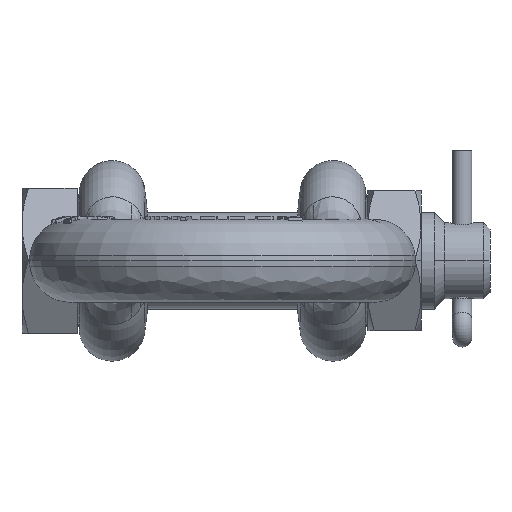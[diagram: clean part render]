
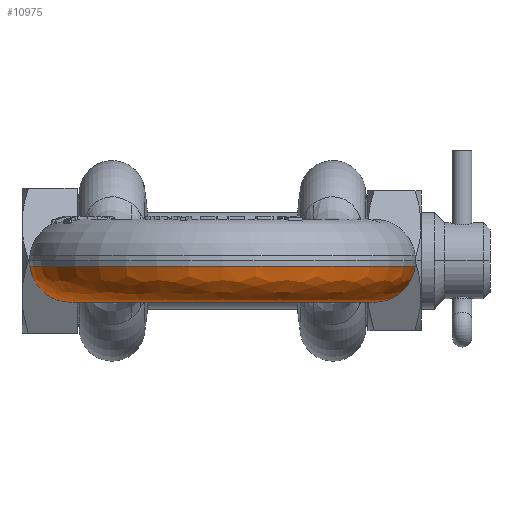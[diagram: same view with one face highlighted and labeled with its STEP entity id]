
A CAD part, front view. The second image highlights one B-rep face of the part: STEP entity #10975.
In plain terms, the highlighted face is a revolution surface.
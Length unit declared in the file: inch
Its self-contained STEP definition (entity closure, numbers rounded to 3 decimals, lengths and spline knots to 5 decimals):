
#3106=CARTESIAN_POINT('',(0.,-2.31,-0.37488));
#3107=DIRECTION('',(0.,0.,-1.));
#3108=DIRECTION('',(1.,0.,0.));
#3109=AXIS2_PLACEMENT_3D('',#3106,#3107,#3108);
#3115=CARTESIAN_POINT('',(1.375,-2.31,
-0.37486));
#3116=CARTESIAN_POINT('',(1.40079,-2.31,
-0.37486));
#3117=CARTESIAN_POINT('',(1.45275,-2.31,
-0.3696));
#3118=CARTESIAN_POINT('',(1.52727,-2.31,
-0.34535));
#3119=CARTESIAN_POINT('',(1.59465,-2.31,
-0.30627));
#3120=CARTESIAN_POINT('',(1.6524,-2.31,
-0.25479));
#3121=CARTESIAN_POINT('',(1.69793,-2.31,-0.19259));
#3122=CARTESIAN_POINT('',(1.72963,-2.31,-0.12285));
#3123=CARTESIAN_POINT('',(1.74101,-2.31,-0.07322));
#3124=CARTESIAN_POINT('',(1.74405,-2.31,-0.0485));
#3130=CARTESIAN_POINT('',(-1.375,-2.31,
-0.37486));
#3131=CARTESIAN_POINT('',(-1.40079,-2.31,
-0.37486));
#3132=CARTESIAN_POINT('',(-1.45275,-2.31,
-0.3696));
#3133=CARTESIAN_POINT('',(-1.52727,-2.31,
-0.34535));
#3134=CARTESIAN_POINT('',(-1.59465,-2.31,
-0.30627));
#3135=CARTESIAN_POINT('',(-1.6524,-2.31,
-0.25479));
#3136=CARTESIAN_POINT('',(-1.69793,-2.31,-0.19259));
#3137=CARTESIAN_POINT('',(-1.72963,-2.31,-0.12285));
#3138=CARTESIAN_POINT('',(-1.74101,-2.31,-0.07322));
#3139=CARTESIAN_POINT('',(-1.74405,-2.31,-0.0485));
#3179=CARTESIAN_POINT('',(0.,-2.31,-0.0485));
#3180=DIRECTION('',(0.,0.,-1.));
#3181=DIRECTION('',(1.,0.,0.));
#3182=AXIS2_PLACEMENT_3D('',#3179,#3180,#3181);
#6376=CARTESIAN_POINT('',(1.74405,-2.31,-0.0485));
#6378=VERTEX_POINT('',#6376);
#6382=CARTESIAN_POINT('',(-1.74405,-2.31,-0.0485));
#6384=VERTEX_POINT('',#6382);
#6411=CARTESIAN_POINT('',(1.375,-2.31,
-0.37486));
#6413=VERTEX_POINT('',#6411);
#6418=CARTESIAN_POINT('',(-1.375,-2.31,
-0.37488));
#6419=VERTEX_POINT('',#6418);
#10950=CARTESIAN_POINT('',(1.74466,-2.31,-0.04315));
#10951=CARTESIAN_POINT('',(1.74447,-2.31,-0.04493));
#10952=CARTESIAN_POINT('',(1.74141,-2.31,-0.07146));
#10953=CARTESIAN_POINT('',(1.72963,-2.31,-0.12285));
#10954=CARTESIAN_POINT('',(1.69793,-2.31,-0.19259));
#10955=CARTESIAN_POINT('',(1.6524,-2.31,-0.25479));
#10956=CARTESIAN_POINT('',(1.59465,-2.31,-0.30627));
#10957=CARTESIAN_POINT('',(1.52727,-2.31,-0.34535));
#10958=CARTESIAN_POINT('',(1.45275,-2.31,-0.3696));
#10959=CARTESIAN_POINT('',(1.3972,-2.31,-0.37525));
#10960=CARTESIAN_POINT('',(1.36782,-2.31,-0.37483));
#10961=CARTESIAN_POINT('',(1.36423,-2.31,-0.37473));
#10963=CARTESIAN_POINT('',(0.,-2.31,1.));
#10964=DIRECTION('',(0.,0.,-1.));
#10965=AXIS1_PLACEMENT('',#10963,#10964);
#10966=SURFACE_OF_REVOLUTION('',#10962,#10965);
#10967=ORIENTED_EDGE('',*,*,#10919,.T.);
#10969=ORIENTED_EDGE('',*,*,#10968,.T.);
#10971=ORIENTED_EDGE('',*,*,#10970,.F.);
#10972=ORIENTED_EDGE('',*,*,#10941,.F.);
#10973=EDGE_LOOP('',(#10967,#10969,#10971,#10972));
#10974=FACE_OUTER_BOUND('',#10973,.F.);
#10975=ADVANCED_FACE('',(#10974),#10966,.T.);
#3110=CIRCLE('',#3109,1.375);
#3125=B_SPLINE_CURVE_WITH_KNOTS('',3,(#3115,#3116,#3117,#3118,#3119,#3120,#3121,
#3122,#3123,#3124),.UNSPECIFIED.,.F.,.F.,(4,1,1,1,1,1,1,4),(0.,
0.14363,0.28941,0.43399,0.57525,
0.71813,0.86097,1.),.UNSPECIFIED.);
#3140=B_SPLINE_CURVE_WITH_KNOTS('',3,(#3130,#3131,#3132,#3133,#3134,#3135,#3136,
#3137,#3138,#3139),.UNSPECIFIED.,.F.,.F.,(4,1,1,1,1,1,1,4),(0.,
0.14363,0.28941,0.43399,0.57525,
0.71813,0.86097,1.),.UNSPECIFIED.);
#3183=CIRCLE('',#3182,1.74405);
#10919=EDGE_CURVE('',#6413,#6419,#3110,.T.);
#10941=EDGE_CURVE('',#6413,#6378,#3125,.T.);
#10962=B_SPLINE_CURVE_WITH_KNOTS('',3,(#10950,#10951,#10952,#10953,#10954,
#10955,#10956,#10957,#10958,#10959,#10960,#10961),.UNSPECIFIED.,.F.,.F.,(4,1,1,
1,1,1,1,1,1,4),(0.,0.00973,0.1447,0.28338,
0.4221,0.55925,0.69961,0.84114,
0.98058,1.),.UNSPECIFIED.);
#10968=EDGE_CURVE('',#6419,#6384,#3140,.T.);
#10970=EDGE_CURVE('',#6378,#6384,#3183,.T.);
